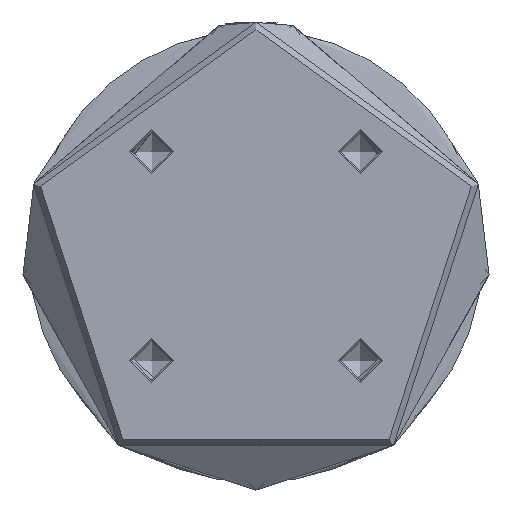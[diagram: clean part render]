
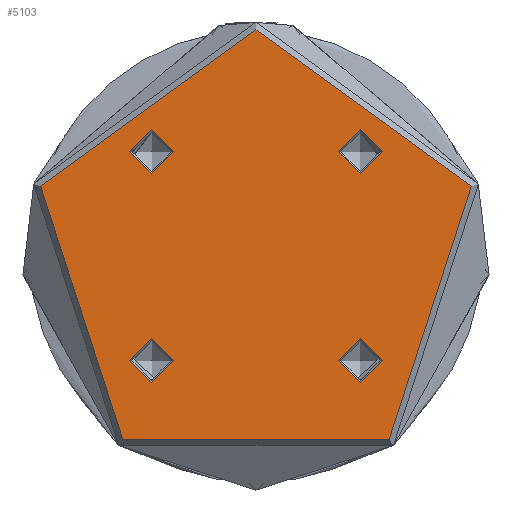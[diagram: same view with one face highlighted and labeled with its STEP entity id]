
A CAD part, front view. The second image highlights one B-rep face of the part: STEP entity #5103.
In plain terms, the highlighted face is planar.
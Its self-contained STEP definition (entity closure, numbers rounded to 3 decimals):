
#40 = DIRECTION ( 'NONE',  ( 0., 0., 1. ) ) ;
#128 = EDGE_LOOP ( 'NONE', ( #5342 ) ) ;
#189 = CIRCLE ( 'NONE', #631, 4.5 ) ;
#207 = ORIENTED_EDGE ( 'NONE', *, *, #2952, .T. ) ;
#333 = EDGE_LOOP ( 'NONE', ( #404 ) ) ;
#404 = ORIENTED_EDGE ( 'NONE', *, *, #2441, .F. ) ;
#405 = DIRECTION ( 'NONE',  ( 1., 0., 0. ) ) ;
#449 = DIRECTION ( 'NONE',  ( 0., 0., 1. ) ) ;
#631 = AXIS2_PLACEMENT_3D ( 'NONE', #2643, #40, #3061 ) ;
#675 = CARTESIAN_POINT ( 'NONE',  ( 16.713, -21.213, 0. ) ) ;
#713 = ORIENTED_EDGE ( 'NONE', *, *, #5375, .F. ) ;
#720 = CIRCLE ( 'NONE', #1672, 4.5 ) ;
#920 = CARTESIAN_POINT ( 'NONE',  ( -21.213, 21.213, 0. ) ) ;
#1091 = PLANE ( 'NONE',  #4339 ) ;
#1268 = FACE_OUTER_BOUND ( 'NONE', #3608, .T. ) ;
#1318 = FACE_BOUND ( 'NONE', #3961, .T. ) ;
#1323 = FACE_BOUND ( 'NONE', #333, .T. ) ;
#1352 = DIRECTION ( 'NONE',  ( 1., 0., 0. ) ) ;
#1362 = CARTESIAN_POINT ( 'NONE',  ( 21.213, -21.213, 0. ) ) ;
#1400 = FACE_BOUND ( 'NONE', #5085, .T. ) ;
#1403 = FACE_BOUND ( 'NONE', #128, .T. ) ;
#1406 = EDGE_CURVE ( 'NONE', #1802, #1802, #5235, .T. ) ;
#1548 = CARTESIAN_POINT ( 'NONE',  ( -16.713, -21.213, 0. ) ) ;
#1672 = AXIS2_PLACEMENT_3D ( 'NONE', #3033, #449, #3446 ) ;
#1717 = AXIS2_PLACEMENT_3D ( 'NONE', #1362, #4338, #1806 ) ;
#1802 = VERTEX_POINT ( 'NONE', #5348 ) ;
#1806 = DIRECTION ( 'NONE',  ( -1., 0., 0. ) ) ;
#1975 = CARTESIAN_POINT ( 'NONE',  ( 0., 0., 0. ) ) ;
#2073 = EDGE_CURVE ( 'NONE', #2938, #2938, #2276, .T. ) ;
#2276 = CIRCLE ( 'NONE', #1717, 4.5 ) ;
#2415 = DIRECTION ( 'NONE',  ( -1., 0., 0. ) ) ;
#2441 = EDGE_CURVE ( 'NONE', #3920, #3920, #189, .T. ) ;
#2571 = CIRCLE ( 'NONE', #3014, 46. ) ;
#2643 = CARTESIAN_POINT ( 'NONE',  ( -21.213, -21.213, 0. ) ) ;
#2689 = VERTEX_POINT ( 'NONE', #2856 ) ;
#2856 = CARTESIAN_POINT ( 'NONE',  ( 46., 0., 0. ) ) ;
#2938 = VERTEX_POINT ( 'NONE', #675 ) ;
#2952 = EDGE_CURVE ( 'NONE', #2689, #2689, #2571, .T. ) ;
#2994 = DIRECTION ( 'NONE',  ( 0., 0., 1. ) ) ;
#3014 = AXIS2_PLACEMENT_3D ( 'NONE', #5510, #2994, #405 ) ;
#3033 = CARTESIAN_POINT ( 'NONE',  ( 21.213, 21.213, 0. ) ) ;
#3061 = DIRECTION ( 'NONE',  ( 1., 0., 0. ) ) ;
#3446 = DIRECTION ( 'NONE',  ( -1., 0., 0. ) ) ;
#3608 = EDGE_LOOP ( 'NONE', ( #207 ) ) ;
#3907 = DIRECTION ( 'NONE',  ( 0., 0., -1. ) ) ;
#3920 = VERTEX_POINT ( 'NONE', #1548 ) ;
#3961 = EDGE_LOOP ( 'NONE', ( #3977 ) ) ;
#3977 = ORIENTED_EDGE ( 'NONE', *, *, #1406, .T. ) ;
#4131 = CARTESIAN_POINT ( 'NONE',  ( 16.713, 21.213, 0. ) ) ;
#4338 = DIRECTION ( 'NONE',  ( 0., 0., -1. ) ) ;
#4339 = AXIS2_PLACEMENT_3D ( 'NONE', #1975, #4920, #2415 ) ;
#4920 = DIRECTION ( 'NONE',  ( 0., 0., -1. ) ) ;
#5046 = AXIS2_PLACEMENT_3D ( 'NONE', #920, #3907, #1352 ) ;
#5085 = EDGE_LOOP ( 'NONE', ( #713 ) ) ;
#5103 = ADVANCED_FACE ( 'NONE', ( #1400, #1318, #1403, #1323, #1268 ), #1091, .F. ) ;
#5235 = CIRCLE ( 'NONE', #5046, 4.5 ) ;
#5342 = ORIENTED_EDGE ( 'NONE', *, *, #2073, .T. ) ;
#5348 = CARTESIAN_POINT ( 'NONE',  ( -16.713, 21.213, 0. ) ) ;
#5366 = VERTEX_POINT ( 'NONE', #4131 ) ;
#5375 = EDGE_CURVE ( 'NONE', #5366, #5366, #720, .T. ) ;
#5510 = CARTESIAN_POINT ( 'NONE',  ( 0., 0., 0. ) ) ;
